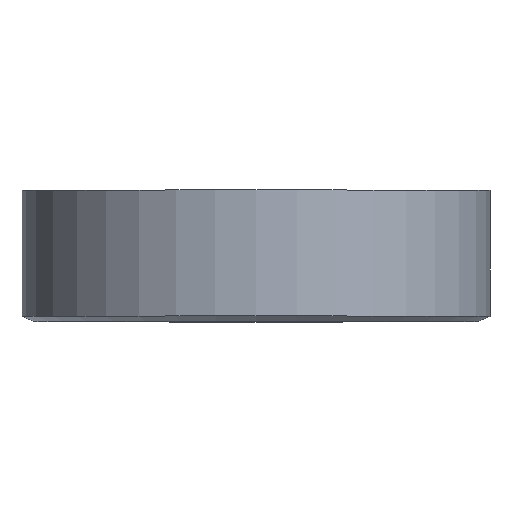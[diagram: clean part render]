
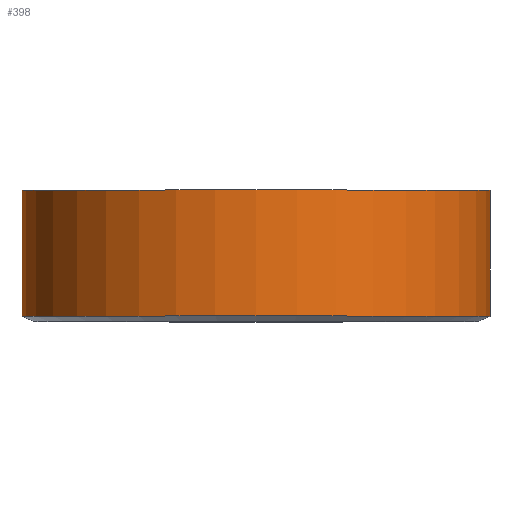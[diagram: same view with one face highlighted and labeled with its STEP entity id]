
A CAD part, top view. The second image highlights one B-rep face of the part: STEP entity #398.
In plain terms, the highlighted cylindrical face has radius 6.5 mm (diameter 13 mm), a full revolution.
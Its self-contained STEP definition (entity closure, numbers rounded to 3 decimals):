
#24=LINE('',#647,#62);
#62=VECTOR('',#487,6.5);
#99=B_SPLINE_CURVE_WITH_KNOTS('',3,(#603,#604,#605,#606,#607,#608,#609,
#610,#611,#612),.UNSPECIFIED.,.F.,.F.,(4,2,2,2,4),(0.681,0.737,
0.794,0.851,0.908),.UNSPECIFIED.);
#100=B_SPLINE_CURVE_WITH_KNOTS('',3,(#614,#615,#616,#617,#618,#619,#620,
#621,#622,#623),.UNSPECIFIED.,.F.,.F.,(4,2,2,2,4),(0.454,0.511,
0.567,0.624,0.681),.UNSPECIFIED.);
#101=B_SPLINE_CURVE_WITH_KNOTS('',3,(#625,#626,#627,#628,#629,#630,#631,
#632,#633,#634,#635,#636,#637,#638,#639,#640,#641,#642),.UNSPECIFIED.,.F.,
 .F.,(4,2,2,2,2,2,2,2,4),(0.,0.057,0.113,0.17,
0.227,0.284,0.34,0.397,
0.454),.UNSPECIFIED.);
#103=CYLINDRICAL_SURFACE('',#436,6.5);
#107=FACE_OUTER_BOUND('',#130,.T.);
#130=EDGE_LOOP('',(#267,#268,#269,#270,#271,#272,#273,#274));
#152=CIRCLE('',#437,6.5);
#153=CIRCLE('',#438,6.5);
#154=CIRCLE('',#439,6.5);
#164=VERTEX_POINT('',#601);
#165=VERTEX_POINT('',#602);
#166=VERTEX_POINT('',#613);
#167=VERTEX_POINT('',#644);
#168=VERTEX_POINT('',#646);
#202=EDGE_CURVE('',#164,#165,#99,.T.);
#203=EDGE_CURVE('',#166,#164,#100,.T.);
#205=EDGE_CURVE('',#165,#166,#101,.T.);
#206=EDGE_CURVE('',#167,#167,#152,.T.);
#207=EDGE_CURVE('',#167,#168,#24,.T.);
#208=EDGE_CURVE('',#164,#168,#153,.T.);
#209=EDGE_CURVE('',#168,#164,#154,.T.);
#267=ORIENTED_EDGE('',*,*,#206,.F.);
#268=ORIENTED_EDGE('',*,*,#207,.T.);
#269=ORIENTED_EDGE('',*,*,#208,.F.);
#270=ORIENTED_EDGE('',*,*,#202,.T.);
#271=ORIENTED_EDGE('',*,*,#205,.T.);
#272=ORIENTED_EDGE('',*,*,#203,.T.);
#273=ORIENTED_EDGE('',*,*,#209,.F.);
#274=ORIENTED_EDGE('',*,*,#207,.F.);
#398=ADVANCED_FACE('',(#107),#103,.T.);
#436=AXIS2_PLACEMENT_3D('',#643,#483,#484);
#437=AXIS2_PLACEMENT_3D('',#645,#485,#486);
#438=AXIS2_PLACEMENT_3D('',#648,#488,#489);
#439=AXIS2_PLACEMENT_3D('',#649,#490,#491);
#483=DIRECTION('center_axis',(0.,1.,0.));
#484=DIRECTION('ref_axis',(1.,0.,0.));
#485=DIRECTION('center_axis',(0.,1.,0.));
#486=DIRECTION('ref_axis',(1.,0.,0.));
#487=DIRECTION('',(0.,-1.,0.));
#488=DIRECTION('center_axis',(0.,-1.,0.));
#489=DIRECTION('ref_axis',(1.,0.,0.));
#490=DIRECTION('center_axis',(0.,-1.,0.));
#491=DIRECTION('ref_axis',(1.,0.,0.));
#601=CARTESIAN_POINT('',(0.,-1.5,-6.5));
#602=CARTESIAN_POINT('',(1.5,0.,-6.325));
#603=CARTESIAN_POINT('Ctrl Pts',(0.,-1.5,-6.5));
#604=CARTESIAN_POINT('Ctrl Pts',(0.189,-1.5,-6.5));
#605=CARTESIAN_POINT('Ctrl Pts',(0.39,-1.462,-6.491));
#606=CARTESIAN_POINT('Ctrl Pts',(0.76,-1.309,-6.458));
#607=CARTESIAN_POINT('Ctrl Pts',(0.928,-1.193,-6.435));
#608=CARTESIAN_POINT('Ctrl Pts',(1.193,-0.928,-6.391));
#609=CARTESIAN_POINT('Ctrl Pts',(1.309,-0.76,-6.367));
#610=CARTESIAN_POINT('Ctrl Pts',(1.462,-0.39,-6.334));
#611=CARTESIAN_POINT('Ctrl Pts',(1.5,-0.189,-6.325));
#612=CARTESIAN_POINT('Ctrl Pts',(1.5,0.,-6.325));
#613=CARTESIAN_POINT('',(-1.5,0.,-6.325));
#614=CARTESIAN_POINT('Ctrl Pts',(-1.5,0.,-6.325));
#615=CARTESIAN_POINT('Ctrl Pts',(-1.5,-0.189,-6.325));
#616=CARTESIAN_POINT('Ctrl Pts',(-1.462,-0.39,-6.334));
#617=CARTESIAN_POINT('Ctrl Pts',(-1.309,-0.76,-6.367));
#618=CARTESIAN_POINT('Ctrl Pts',(-1.193,-0.928,-6.391));
#619=CARTESIAN_POINT('Ctrl Pts',(-0.928,-1.193,-6.435));
#620=CARTESIAN_POINT('Ctrl Pts',(-0.76,-1.309,-6.458));
#621=CARTESIAN_POINT('Ctrl Pts',(-0.39,-1.462,-6.491));
#622=CARTESIAN_POINT('Ctrl Pts',(-0.189,-1.5,-6.5));
#623=CARTESIAN_POINT('Ctrl Pts',(0.,-1.5,-6.5));
#625=CARTESIAN_POINT('Ctrl Pts',(1.5,0.,-6.325));
#626=CARTESIAN_POINT('Ctrl Pts',(1.5,0.189,-6.325));
#627=CARTESIAN_POINT('Ctrl Pts',(1.462,0.39,-6.334));
#628=CARTESIAN_POINT('Ctrl Pts',(1.309,0.76,-6.367));
#629=CARTESIAN_POINT('Ctrl Pts',(1.193,0.928,-6.391));
#630=CARTESIAN_POINT('Ctrl Pts',(0.928,1.193,-6.435));
#631=CARTESIAN_POINT('Ctrl Pts',(0.76,1.309,-6.458));
#632=CARTESIAN_POINT('Ctrl Pts',(0.39,1.462,-6.491));
#633=CARTESIAN_POINT('Ctrl Pts',(0.189,1.5,-6.5));
#634=CARTESIAN_POINT('Ctrl Pts',(-0.189,1.5,-6.5));
#635=CARTESIAN_POINT('Ctrl Pts',(-0.39,1.462,-6.491));
#636=CARTESIAN_POINT('Ctrl Pts',(-0.76,1.309,-6.458));
#637=CARTESIAN_POINT('Ctrl Pts',(-0.928,1.193,-6.435));
#638=CARTESIAN_POINT('Ctrl Pts',(-1.193,0.928,-6.391));
#639=CARTESIAN_POINT('Ctrl Pts',(-1.309,0.76,-6.367));
#640=CARTESIAN_POINT('Ctrl Pts',(-1.462,0.39,-6.334));
#641=CARTESIAN_POINT('Ctrl Pts',(-1.5,0.189,-6.325));
#642=CARTESIAN_POINT('Ctrl Pts',(-1.5,0.,-6.325));
#643=CARTESIAN_POINT('Origin',(0.,0.,0.));
#644=CARTESIAN_POINT('',(-6.5,2.,0.));
#645=CARTESIAN_POINT('Origin',(0.,2.,0.));
#646=CARTESIAN_POINT('',(-6.5,-1.5,0.));
#647=CARTESIAN_POINT('',(-6.5,0.,0.));
#648=CARTESIAN_POINT('Origin',(0.,-1.5,0.));
#649=CARTESIAN_POINT('Origin',(0.,-1.5,0.));
